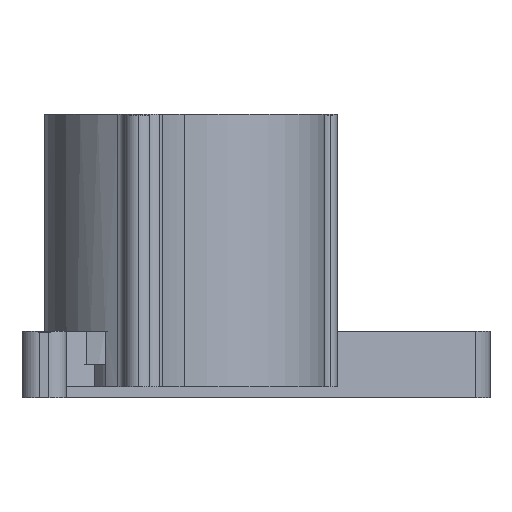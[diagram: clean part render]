
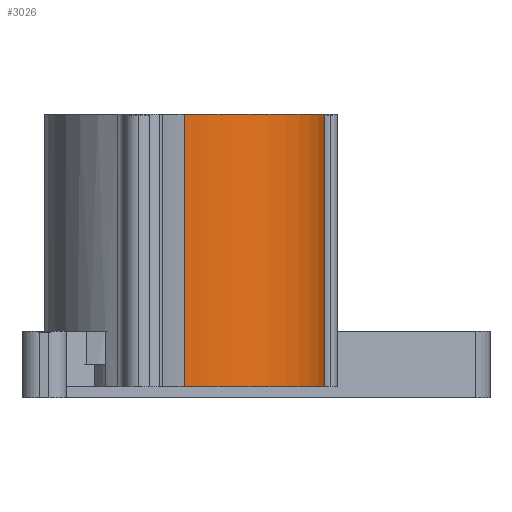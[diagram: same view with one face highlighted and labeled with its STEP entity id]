
A CAD part, left-side view. The second image highlights one B-rep face of the part: STEP entity #3026.
In plain terms, the highlighted cylindrical face has radius 15.977 mm (diameter 31.953 mm), a partial arc.
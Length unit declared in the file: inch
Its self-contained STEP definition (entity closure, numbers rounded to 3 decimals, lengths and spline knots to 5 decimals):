
#76 = EDGE_CURVE ( 'NONE', #1567, #3132, #3777, .T. ) ;
#202 = VECTOR ( 'NONE', #6109, 39.37008 ) ;
#379 = EDGE_CURVE ( 'NONE', #3132, #3764, #3475, .T. ) ;
#578 = EDGE_CURVE ( 'NONE', #2524, #3764, #3789, .T. ) ;
#1109 = AXIS2_PLACEMENT_3D ( 'NONE', #3857, #5750, #1512 ) ;
#1126 = DIRECTION ( 'NONE',  ( 0., 0., 1. ) ) ;
#1145 = DIRECTION ( 'NONE',  ( -1., 0., 0. ) ) ;
#1463 = DIRECTION ( 'NONE',  ( 0., 0., 1. ) ) ;
#1512 = DIRECTION ( 'NONE',  ( 1., 0., 0. ) ) ;
#1567 = VERTEX_POINT ( 'NONE', #1776 ) ;
#1610 = CYLINDRICAL_SURFACE ( 'NONE', #1937, 0.629 ) ;
#1763 = ORIENTED_EDGE ( 'NONE', *, *, #379, .T. ) ;
#1776 = CARTESIAN_POINT ( 'NONE',  ( -2.883, 0., -0.1 ) ) ;
#1937 = AXIS2_PLACEMENT_3D ( 'NONE', #3498, #5390, #1145 ) ;
#2323 = ORIENTED_EDGE ( 'NONE', *, *, #76, .T. ) ;
#2331 = LINE ( 'NONE', #4217, #202 ) ;
#2431 = ORIENTED_EDGE ( 'NONE', *, *, #578, .F. ) ;
#2524 = VERTEX_POINT ( 'NONE', #4293 ) ;
#2699 = AXIS2_PLACEMENT_3D ( 'NONE', #5710, #1463, #3357 ) ;
#3026 = ADVANCED_FACE ( 'NONE', ( #5850 ), #1610, .T. ) ;
#3095 = ORIENTED_EDGE ( 'NONE', *, *, #4750, .T. ) ;
#3132 = VERTEX_POINT ( 'NONE', #4084 ) ;
#3357 = DIRECTION ( 'NONE',  ( 1., 0., 0. ) ) ;
#3475 = LINE ( 'NONE', #5371, #5458 ) ;
#3498 = CARTESIAN_POINT ( 'NONE',  ( -2.254, 0., 1.125 ) ) ;
#3764 = VERTEX_POINT ( 'NONE', #4152 ) ;
#3777 = CIRCLE ( 'NONE', #1109, 0.629 ) ;
#3789 = CIRCLE ( 'NONE', #2699, 0.629 ) ;
#3857 = CARTESIAN_POINT ( 'NONE',  ( -2.254, 0., -0.1 ) ) ;
#4084 = CARTESIAN_POINT ( 'NONE',  ( -2.23491, -0.62871, -0.1 ) ) ;
#4152 = CARTESIAN_POINT ( 'NONE',  ( -2.23491, -0.62871, 1.125 ) ) ;
#4217 = CARTESIAN_POINT ( 'NONE',  ( -2.883, 0., 1.125 ) ) ;
#4293 = CARTESIAN_POINT ( 'NONE',  ( -2.883, 0., 1.125 ) ) ;
#4750 = EDGE_CURVE ( 'NONE', #2524, #1567, #2331, .T. ) ;
#5371 = CARTESIAN_POINT ( 'NONE',  ( -2.23491, -0.62871, 1.125 ) ) ;
#5390 = DIRECTION ( 'NONE',  ( 0., 0., -1. ) ) ;
#5458 = VECTOR ( 'NONE', #1126, 39.37008 ) ;
#5710 = CARTESIAN_POINT ( 'NONE',  ( -2.254, 0., 1.125 ) ) ;
#5750 = DIRECTION ( 'NONE',  ( 0., 0., 1. ) ) ;
#5850 = FACE_OUTER_BOUND ( 'NONE', #5852, .T. ) ;
#5852 = EDGE_LOOP ( 'NONE', ( #2431, #3095, #2323, #1763 ) ) ;
#6109 = DIRECTION ( 'NONE',  ( 0., 0., -1. ) ) ;
